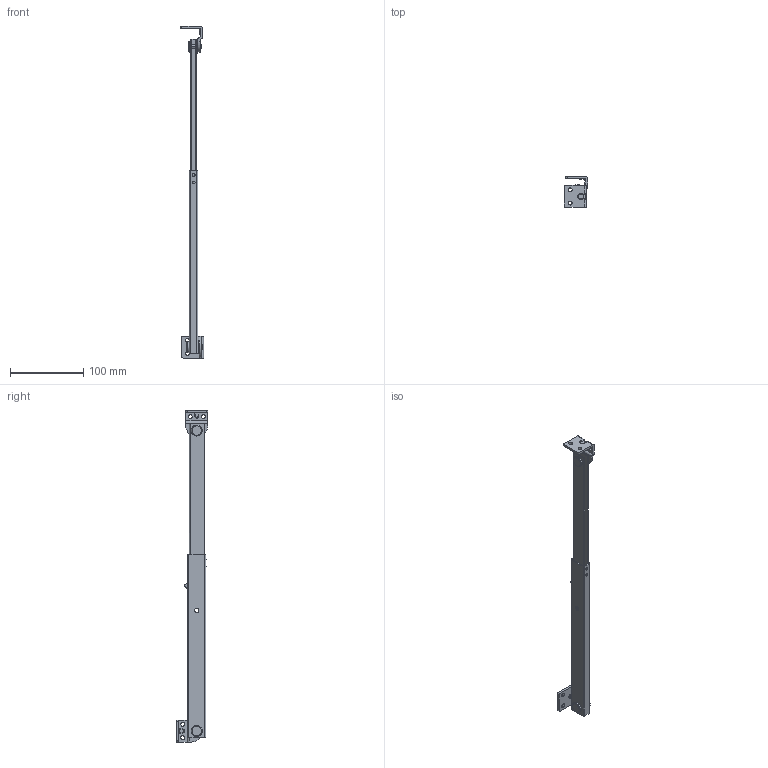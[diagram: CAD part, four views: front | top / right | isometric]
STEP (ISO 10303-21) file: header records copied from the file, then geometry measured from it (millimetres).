
FILE_DESCRIPTION((''),'2;1');
FILE_NAME('','2005-04-20T11:27:34',(''),(''),'','CADfix','');
FILE_SCHEMA(('AUTOMOTIVE_DESIGN'));
Length unit declared in the file: millimetre
Products named in the file (11): shaft_mr; washer_mr-1; washer_mr; bracket_mr-1; bracket_mr; stopper_mr; rivet_B_mr; rivet_A_mr; arm_B_mr; arm_A_mr; TM_227_2_31069_36
Assembly tree (10 placements, depth 2):
  TM_227_2_31069_36
    shaft_mr
    washer_mr-1
    washer_mr
    bracket_mr-1
    bracket_mr
    stopper_mr
    rivet_B_mr
    rivet_A_mr
    arm_B_mr
    arm_A_mr
Bounding box: 31.7 x 43 x 453 mm (x, y, z)
Volume: 57925 mm3; surface area: 69079.3 mm2
Topology: 10 solids, 10 shells, 236 faces, 717 edges, 505 vertices
Faces by surface type: bspline 236
Entity records: 8543 total; most frequent: CARTESIAN_POINT 4343, ORIENTED_EDGE 1434, EDGE_CURVE 717, VERTEX_POINT 505, QUASI_UNIFORM_CURVE 318, EDGE_LOOP 288, FACE_OUTER_BOUND 236, ADVANCED_FACE 236
